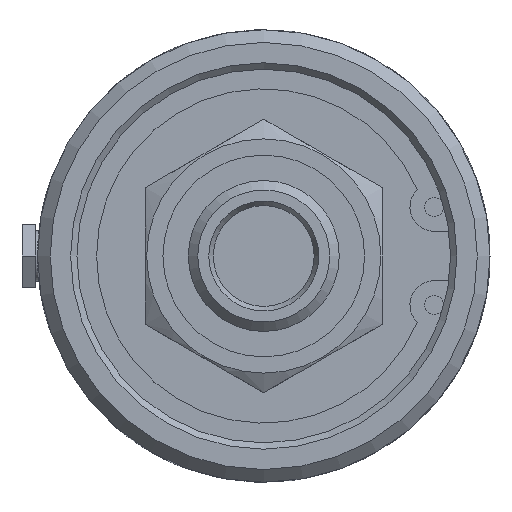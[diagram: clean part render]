
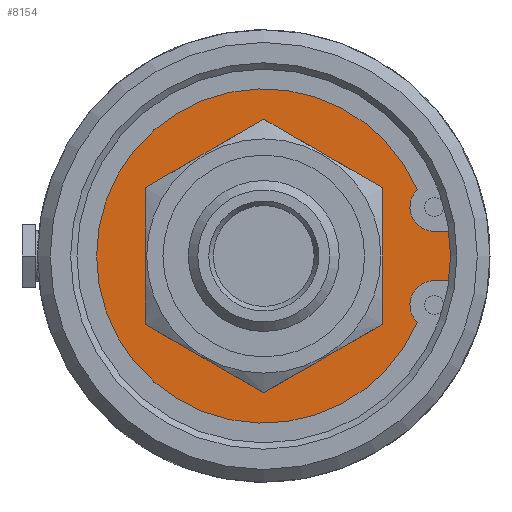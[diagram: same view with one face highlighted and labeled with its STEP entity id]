
A CAD part, left-side view. The second image highlights one B-rep face of the part: STEP entity #8154.
In plain terms, the highlighted planar face has unit normal (-1, 0, 0).
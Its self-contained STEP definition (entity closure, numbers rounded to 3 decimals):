
#115=FACE_BOUND('',#2811,.T.);
#719=LINE('',#59848,#1166);
#724=LINE('',#59866,#1171);
#1166=VECTOR('',#10006,10.);
#1171=VECTOR('',#10021,10.);
#1653=CIRCLE('',#8628,3.048);
#1654=CIRCLE('',#8630,3.048);
#1655=CIRCLE('',#8632,21.057);
#1688=CIRCLE('',#8692,13.9);
#1689=CIRCLE('',#8693,13.9);
#1718=CIRCLE('',#8748,25.375);
#1876=PLANE('',#8747);
#2301=FACE_OUTER_BOUND('',#2810,.T.);
#2810=EDGE_LOOP('',(#7484,#7485,#7486,#7487,#7488,#7489));
#2811=EDGE_LOOP('',(#7490,#7491));
#3915=VERTEX_POINT('',#59845);
#3916=VERTEX_POINT('',#59847);
#3920=VERTEX_POINT('',#59863);
#3921=VERTEX_POINT('',#59865);
#3922=VERTEX_POINT('',#59869);
#3923=VERTEX_POINT('',#59873);
#3974=VERTEX_POINT('',#60132);
#3975=VERTEX_POINT('',#60133);
#5038=EDGE_CURVE('',#3916,#3915,#719,.T.);
#5046=EDGE_CURVE('',#3921,#3920,#724,.T.);
#5048=EDGE_CURVE('',#3922,#3916,#1653,.T.);
#5050=EDGE_CURVE('',#3920,#3923,#1654,.T.);
#5052=EDGE_CURVE('',#3923,#3922,#1655,.T.);
#5122=EDGE_CURVE('',#3974,#3975,#1688,.T.);
#5123=EDGE_CURVE('',#3975,#3974,#1689,.T.);
#5178=EDGE_CURVE('',#3915,#3921,#1718,.T.);
#7484=ORIENTED_EDGE('',*,*,#5038,.T.);
#7485=ORIENTED_EDGE('',*,*,#5178,.T.);
#7486=ORIENTED_EDGE('',*,*,#5046,.T.);
#7487=ORIENTED_EDGE('',*,*,#5050,.T.);
#7488=ORIENTED_EDGE('',*,*,#5052,.T.);
#7489=ORIENTED_EDGE('',*,*,#5048,.T.);
#7490=ORIENTED_EDGE('',*,*,#5122,.T.);
#7491=ORIENTED_EDGE('',*,*,#5123,.T.);
#8154=ADVANCED_FACE('',(#2301,#115),#1876,.F.);
#8628=AXIS2_PLACEMENT_3D('',#59870,#10025,#10026);
#8630=AXIS2_PLACEMENT_3D('',#59874,#10030,#10031);
#8632=AXIS2_PLACEMENT_3D('',#59877,#10035,#10036);
#8692=AXIS2_PLACEMENT_3D('',#60134,#10172,#10173);
#8693=AXIS2_PLACEMENT_3D('',#60135,#10174,#10175);
#8747=AXIS2_PLACEMENT_3D('',#60371,#10301,#10302);
#8748=AXIS2_PLACEMENT_3D('',#60372,#10303,#10304);
#10006=DIRECTION('',(0.,-1.,0.));
#10021=DIRECTION('',(0.,1.,0.));
#10025=DIRECTION('center_axis',(1.,0.,0.));
#10026=DIRECTION('ref_axis',(0.,0.,1.));
#10030=DIRECTION('center_axis',(1.,0.,0.));
#10031=DIRECTION('ref_axis',(0.,-0.961,0.276));
#10035=DIRECTION('center_axis',(-1.,0.,0.));
#10036=DIRECTION('ref_axis',(0.,0.,-1.));
#10172=DIRECTION('center_axis',(1.,0.,0.));
#10173=DIRECTION('ref_axis',(0.,1.,0.));
#10174=DIRECTION('center_axis',(1.,0.,0.));
#10175=DIRECTION('ref_axis',(0.,1.,0.));
#10301=DIRECTION('center_axis',(1.,0.,0.));
#10302=DIRECTION('ref_axis',(0.,0.,-1.));
#10303=DIRECTION('center_axis',(-1.,0.,0.));
#10304=DIRECTION('ref_axis',(0.,1.,0.));
#59845=CARTESIAN_POINT('',(3.978,-25.184,-3.112));
#59847=CARTESIAN_POINT('',(3.978,-21.461,-3.112));
#59848=CARTESIAN_POINT('',(3.978,-3.137,-3.112));
#59863=CARTESIAN_POINT('',(3.978,-21.461,3.112));
#59865=CARTESIAN_POINT('',(3.978,-25.184,3.112));
#59866=CARTESIAN_POINT('',(3.978,-1.275,3.112));
#59869=CARTESIAN_POINT('',(3.978,-19.334,-8.343));
#59870=CARTESIAN_POINT('Origin',(3.978,-21.461,-6.16));
#59873=CARTESIAN_POINT('',(3.978,-19.334,8.343));
#59874=CARTESIAN_POINT('Origin',(3.978,-21.461,6.16));
#59877=CARTESIAN_POINT('Origin',(3.978,0.,0.));
#60132=CARTESIAN_POINT('',(3.978,13.9,0.));
#60133=CARTESIAN_POINT('',(3.978,-13.9,0.));
#60134=CARTESIAN_POINT('Origin',(3.978,0.,0.));
#60135=CARTESIAN_POINT('Origin',(3.978,0.,0.));
#60371=CARTESIAN_POINT('Origin',(3.978,18.91,0.));
#60372=CARTESIAN_POINT('Origin',(3.978,0.,0.));
